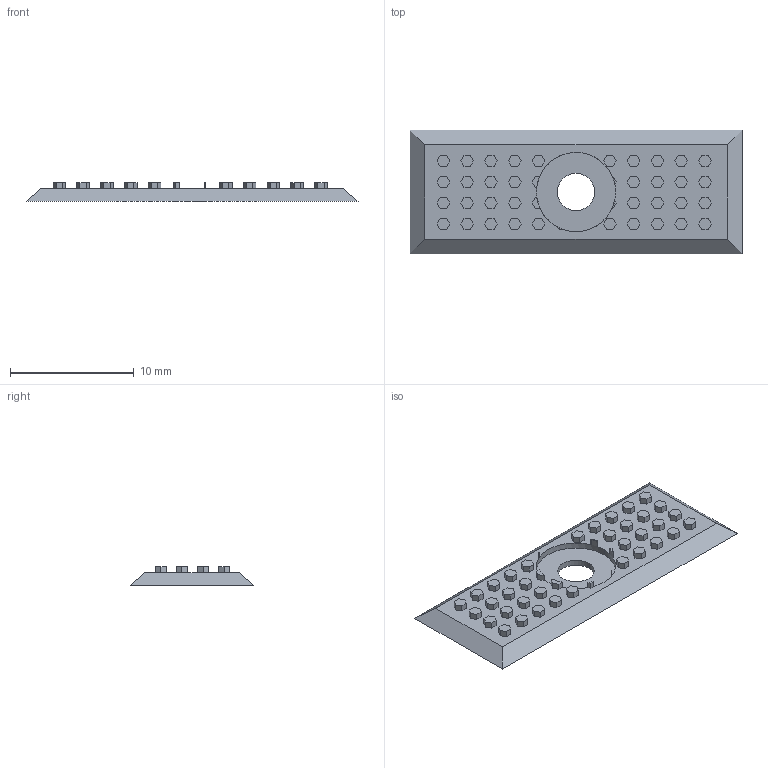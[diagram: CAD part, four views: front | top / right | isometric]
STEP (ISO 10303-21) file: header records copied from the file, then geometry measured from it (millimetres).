
FILE_DESCRIPTION (( 'STEP AP203' ), '1' );
FILE_NAME ('31.) Rear Cover Mat.STEP', '2024-04-05T15:34:53', ( '' ), ( '' ), 'SwSTEP 2.0', 'SolidWorks 2024', '' );
FILE_SCHEMA (( 'CONFIG_CONTROL_DESIGN' ));
Length unit declared in the file: millimetre
Products named in the file (1): 31.) Rear Cover Mat
Bounding box: 26.8 x 10 x 1.5 mm (x, y, z)
Volume: 218.9 mm3; surface area: 621.2 mm2
Topology: 1 solids, 1 shells, 290 faces, 753 edges, 502 vertices
Faces by surface type: plane 286, cylinder 4
Entity records: 8780 total; most frequent: CARTESIAN_POINT 1546, ORIENTED_EDGE 1506, DIRECTION 1357, EDGE_CURVE 753, VECTOR 731, LINE 731, VERTEX_POINT 502, EDGE_LOOP 329
